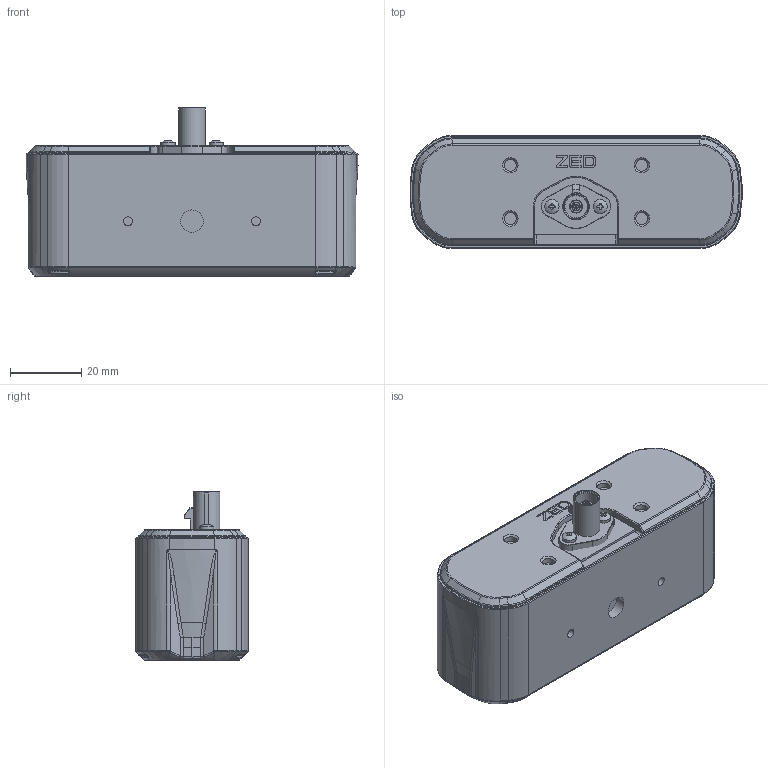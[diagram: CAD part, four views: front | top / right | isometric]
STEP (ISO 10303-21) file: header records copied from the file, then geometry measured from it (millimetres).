
FILE_DESCRIPTION(/* description */ (''),/* implementation_level */ '2;1');
FILE_NAME(/* name */ '[ZEDX Mini rev2] ZEDX Mini for website.step',/* time_stamp */ '2023-09-27T11:51:55+02:00',/* author */ (''),/* organization */ (''),/* preprocessor_version */ 'ST-DEVELOPER v20',/* originating_system */ 'Autodesk Translation Framework v12.14.0.127',/* authorisation */ '');
FILE_SCHEMA (('AUTOMOTIVE_DESIGN { 1 0 10303 214 3 1 1 }'));
Length unit declared in the file: millimetre
Products named in the file (6): [ZEDX Mini rev2] ZEDX Mini for website; [ZEDX Mini rev2] Upper Case; [ZEDX Mini rev2] Lower Case; ZED-XG120-ASM_SMB-JACK-TO-FAKRA-PLUG-ADAPTER; [ZED X 502] ZED X 50 LCH_asm_din_en_iso7045_m2x5_4_8h; [ZEDX Mini rev2] Plastron
Assembly tree (6 placements, depth 2):
  [ZEDX Mini rev2] ZEDX Mini for website
    [ZEDX Mini rev2] Upper Case
    [ZEDX Mini rev2] Lower Case
    ZED-XG120-ASM_SMB-JACK-TO-FAKRA-PLUG-ADAPTER
    [ZED X 502] ZED X 50 LCH_asm_din_en_iso7045_m2x5_4_8h  x2
    [ZEDX Mini rev2] Plastron
Bounding box: 93.43 x 31.82 x 47.4 mm (x, y, z)
Volume: 99660.5 mm3; surface area: 26889.6 mm2
Topology: 12 solids, 18 shells, 820 faces, 2055 edges, 1299 vertices
Faces by surface type: plane 275, cylinder 232, bspline 158, cone 79, torus 70, sphere 6
Full cylindrical faces by diameter (mm): 0.5 x1, 0.55 x1, 1.2 x1, 2 x4, 2.03 x1, 2.2 x1, 2.4 x2, 2.45 x1, 2.5 x2, 2.95 x2, 3 x1, 3.332 x4, 3.685 x1, 3.8 x1, 3.9 x2, 4 x4, 4.35 x1, 5.3 x1, 5.4 x1, 6.2 x1, 6.3 x1, 6.34 x1, 9.6 x1, 22.04 x4
Entity records: 33156 total; most frequent: CARTESIAN_POINT 14509, ORIENTED_EDGE 3986, DIRECTION 3749, EDGE_CURVE 1993, AXIS2_PLACEMENT_3D 1429, VERTEX_POINT 1265, LINE 891, VECTOR 891
